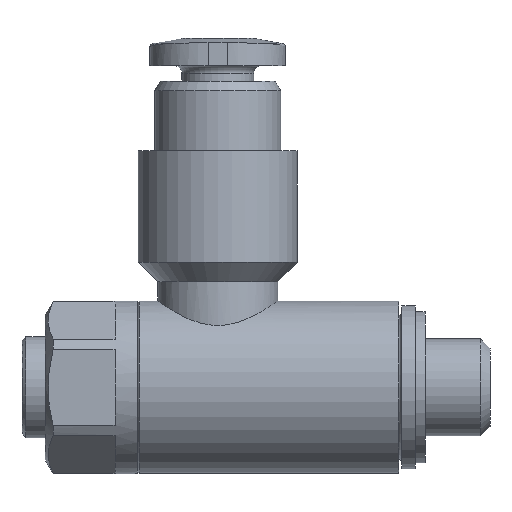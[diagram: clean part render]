
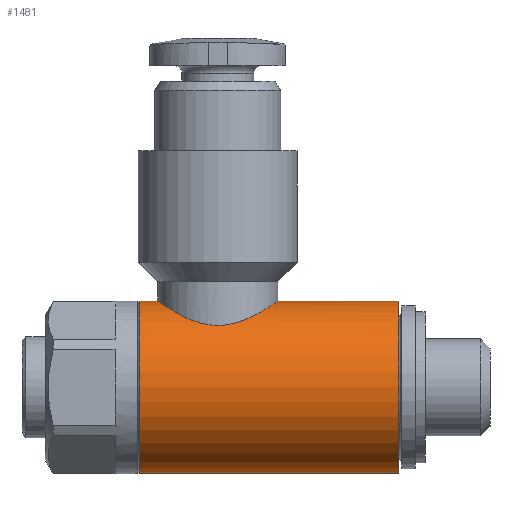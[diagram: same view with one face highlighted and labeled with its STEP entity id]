
A CAD part, left-side view. The second image highlights one B-rep face of the part: STEP entity #1481.
In plain terms, the highlighted cylindrical face has radius 4.45 mm (diameter 8.9 mm), a full revolution.
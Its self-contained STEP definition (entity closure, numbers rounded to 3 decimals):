
#25=CYLINDRICAL_SURFACE('',#1569,4.45);
#56=B_SPLINE_CURVE_WITH_KNOTS('',3,(#2101,#2102,#2103,#2104,#2105,#2106,
#2107,#2108,#2109,#2110,#2111,#2112,#2113,#2114,#2115,#2116,#2117,#2118,
#2119),.UNSPECIFIED.,.T.,.F.,(1,1,1,1,1,1,1,1,1,1,1,1,1,1,1,1,1,1,1,1,1,
1,1),(-0.004,-0.003,-0.001,0.,
0.001,0.003,0.004,0.005,
0.006,0.008,0.009,0.01,
0.011,0.013,0.014,0.015,
0.016,0.018,0.019,0.02,
0.021,0.023,0.024),.UNSPECIFIED.);
#86=CIRCLE('',#1570,4.45);
#87=CIRCLE('',#1571,4.45);
#166=ORIENTED_EDGE('',*,*,#422,.F.);
#167=ORIENTED_EDGE('',*,*,#423,.T.);
#168=ORIENTED_EDGE('',*,*,#424,.F.);
#422=EDGE_CURVE('',#549,#549,#86,.T.);
#423=EDGE_CURVE('',#550,#550,#87,.T.);
#424=EDGE_CURVE('',#551,#551,#56,.T.);
#549=VERTEX_POINT('',#2098);
#550=VERTEX_POINT('',#2100);
#551=VERTEX_POINT('',#2120);
#724=EDGE_LOOP('',(#166));
#725=EDGE_LOOP('',(#167));
#726=EDGE_LOOP('',(#168));
#835=FACE_BOUND('',#724,.T.);
#836=FACE_BOUND('',#725,.T.);
#837=FACE_BOUND('',#726,.T.);
#1481=ADVANCED_FACE('',(#835,#836,#837),#25,.T.);
#1569=AXIS2_PLACEMENT_3D('',#2096,#1728,#1729);
#1570=AXIS2_PLACEMENT_3D('',#2097,#1730,#1731);
#1571=AXIS2_PLACEMENT_3D('',#2099,#1732,#1733);
#1728=DIRECTION('',(0.,-1.,0.));
#1729=DIRECTION('',(0.,0.,-1.));
#1730=DIRECTION('',(0.,-1.,0.));
#1731=DIRECTION('',(0.,0.,-1.));
#1732=DIRECTION('',(0.,-1.,0.));
#1733=DIRECTION('',(0.,0.,-1.));
#2096=CARTESIAN_POINT('',(0.,-14.05,0.));
#2097=CARTESIAN_POINT('',(0.,-9.35,0.));
#2098=CARTESIAN_POINT('',(0.,-9.35,-4.45));
#2099=CARTESIAN_POINT('',(0.,4.05,0.));
#2100=CARTESIAN_POINT('',(0.,4.05,-4.45));
#2101=CARTESIAN_POINT('',(-2.919,1.259,3.377));
#2102=CARTESIAN_POINT('',(-3.19,-0.002,3.101));
#2103=CARTESIAN_POINT('',(-2.922,-1.252,3.375));
#2104=CARTESIAN_POINT('',(-2.255,-2.23,3.876));
#2105=CARTESIAN_POINT('',(-1.272,-2.916,4.319));
#2106=CARTESIAN_POINT('',(-0.007,-3.19,4.514));
#2107=CARTESIAN_POINT('',(1.254,-2.925,4.325));
#2108=CARTESIAN_POINT('',(2.252,-2.235,3.879));
#2109=CARTESIAN_POINT('',(2.918,-1.26,3.378));
#2110=CARTESIAN_POINT('',(3.19,-0.008,3.101));
#2111=CARTESIAN_POINT('',(2.923,1.252,3.374));
#2112=CARTESIAN_POINT('',(2.258,2.228,3.875));
#2113=CARTESIAN_POINT('',(1.267,2.919,4.321));
#2114=CARTESIAN_POINT('',(0.009,3.189,4.514));
#2115=CARTESIAN_POINT('',(-1.259,2.924,4.324));
#2116=CARTESIAN_POINT('',(-2.255,2.231,3.877));
#2117=CARTESIAN_POINT('',(-2.919,1.259,3.377));
#2118=CARTESIAN_POINT('',(-3.19,-0.002,3.101));
#2119=CARTESIAN_POINT('',(-2.922,-1.252,3.375));
#2120=CARTESIAN_POINT('',(-3.1,0.,3.193));
